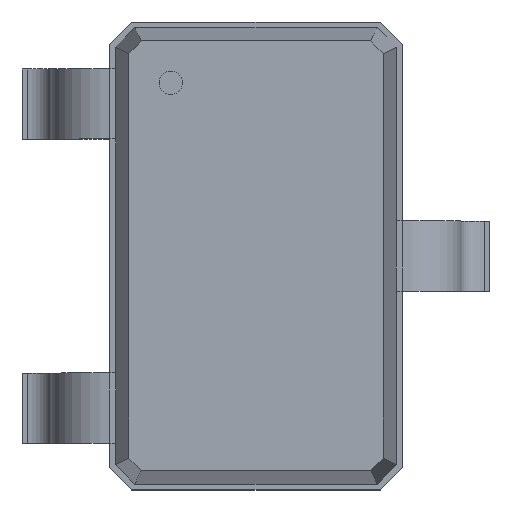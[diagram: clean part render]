
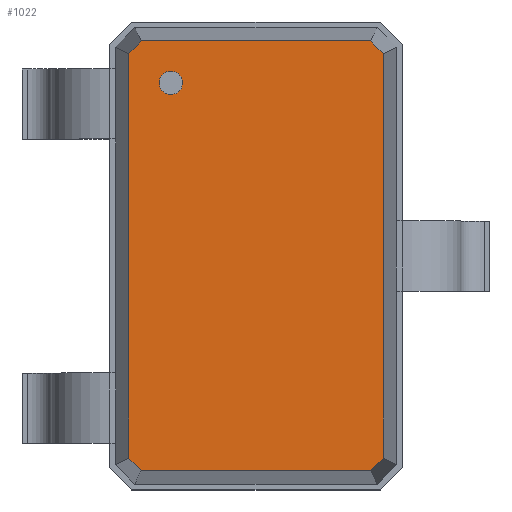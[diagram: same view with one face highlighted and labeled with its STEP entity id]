
A CAD part, top view. The second image highlights one B-rep face of the part: STEP entity #1022.
In plain terms, the highlighted planar face has unit normal (0, 0, 1).
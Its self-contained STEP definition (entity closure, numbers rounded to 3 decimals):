
#13=DIRECTION('',(0.,0.,1.));
#27=VECTOR('',#28,1.);
#28=DIRECTION('',(1.,0.,0.));
#51=VECTOR('',#52,1.);
#52=DIRECTION('',(0.707,-0.707,0.));
#58=VECTOR('',#59,1.);
#59=DIRECTION('',(0.,-1.,0.));
#65=VECTOR('',#66,1.);
#66=DIRECTION('',(-0.707,-0.707,0.));
#72=VECTOR('',#73,1.);
#73=DIRECTION('',(-1.,0.,0.));
#79=VECTOR('',#80,1.);
#80=DIRECTION('',(-0.707,0.707,0.));
#86=VECTOR('',#87,1.);
#87=DIRECTION('',(0.,1.,0.));
#91=VECTOR('',#92,1.);
#92=DIRECTION('',(0.707,0.707,0.));
#543=VERTEX_POINT('',#544);
#544=CARTESIAN_POINT('',(-0.544,0.864,1.05));
#546=ORIENTED_EDGE('',*,*,#547,.F.);
#547=EDGE_CURVE('',#548,#543,#550,.T.);
#548=VERTEX_POINT('',#549);
#549=CARTESIAN_POINT('',(-0.544,-0.864,1.05));
#550=LINE('',#549,#86);
#561=VERTEX_POINT('',#562);
#562=CARTESIAN_POINT('',(-0.489,0.919,1.05));
#564=ORIENTED_EDGE('',*,*,#565,.F.);
#565=EDGE_CURVE('',#543,#561,#566,.T.);
#566=LINE('',#544,#91);
#575=VERTEX_POINT('',#576);
#576=CARTESIAN_POINT('',(0.489,0.919,1.05));
#578=ORIENTED_EDGE('',*,*,#579,.F.);
#579=EDGE_CURVE('',#561,#575,#580,.T.);
#580=LINE('',#562,#27);
#589=VERTEX_POINT('',#590);
#590=CARTESIAN_POINT('',(0.544,0.864,1.05));
#592=ORIENTED_EDGE('',*,*,#593,.F.);
#593=EDGE_CURVE('',#575,#589,#594,.T.);
#594=LINE('',#576,#51);
#611=VERTEX_POINT('',#612);
#612=CARTESIAN_POINT('',(0.544,-0.864,1.05));
#614=ORIENTED_EDGE('',*,*,#615,.F.);
#615=EDGE_CURVE('',#589,#611,#616,.T.);
#616=LINE('',#590,#58);
#1022=ADVANCED_FACE('',(#1023,#1038),#1048,.T.);
#1023=FACE_BOUND('',#1024,.T.);
#1024=EDGE_LOOP('',(#578,#564,#546,#1025,#1030,#1035,#614,#592));
#1025=ORIENTED_EDGE('',*,*,#1026,.F.);
#1026=EDGE_CURVE('',#1027,#548,#1029,.T.);
#1027=VERTEX_POINT('',#1028);
#1028=CARTESIAN_POINT('',(-0.489,-0.919,1.05));
#1029=LINE('',#1028,#79);
#1030=ORIENTED_EDGE('',*,*,#1031,.F.);
#1031=EDGE_CURVE('',#1032,#1027,#1034,.T.);
#1032=VERTEX_POINT('',#1033);
#1033=CARTESIAN_POINT('',(0.489,-0.919,1.05));
#1034=LINE('',#1033,#72);
#1035=ORIENTED_EDGE('',*,*,#1036,.F.);
#1036=EDGE_CURVE('',#611,#1032,#1037,.T.);
#1037=LINE('',#612,#65);
#1038=FACE_BOUND('',#1039,.T.);
#1039=EDGE_LOOP('',(#1040));
#1040=ORIENTED_EDGE('',*,*,#1041,.T.);
#1041=EDGE_CURVE('',#1042,#1042,#1044,.T.);
#1042=VERTEX_POINT('',#1043);
#1043=CARTESIAN_POINT('',(-0.364,0.689,1.05));
#1044=CIRCLE('',#1045,0.05);
#1045=AXIS2_PLACEMENT_3D('',#1046,#1047,#59);
#1046=CARTESIAN_POINT('',(-0.364,0.739,1.05));
#1047=DIRECTION('',(0.,-0.,-1.));
#1048=PLANE('',#1049);
#1049=AXIS2_PLACEMENT_3D('',#562,#13,#1050);
#1050=DIRECTION('',(0.47,-0.883,0.));
